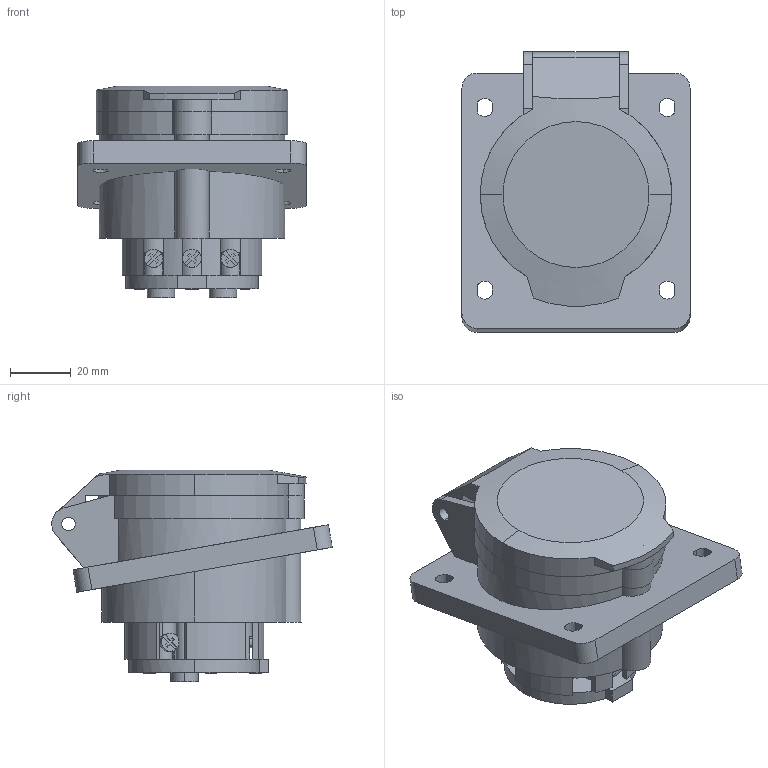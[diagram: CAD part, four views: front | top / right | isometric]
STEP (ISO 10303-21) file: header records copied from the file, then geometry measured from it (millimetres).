
FILE_DESCRIPTION (( 'STEP AP214' ), '1' );
FILE_NAME ('PSR42-016-5 Ðîçåòêà 415 ñêðûòàÿ 3Ð+Å+N 16À 380Â IP44 ÈÝÊ_1.STEP', '2017-03-21T13:26:04', ( '' ), ( '' ), 'SwSTEP 2.0', 'SolidWorks 2014', '' );
FILE_SCHEMA (( 'AUTOMOTIVE_DESIGN' ));
Length unit declared in the file: millimetre
Products named in the file (1): PSR42-016-5 Ðîçåòêà 415 ñêðûòàÿ 3Ð+Å+N 16À 380Â IP44 ÈÝÊ_1
Bounding box: 75 x 92.26 x 69.7 mm (x, y, z)
Volume: 128293.5 mm3; surface area: 62313 mm2
Topology: 5 solids, 5 shells, 474 faces, 1256 edges, 833 vertices
Faces by surface type: plane 263, cylinder 162, bspline 37, cone 12
Entity records: 16912 total; most frequent: CARTESIAN_POINT 4912, ORIENTED_EDGE 2512, DIRECTION 2408, EDGE_CURVE 1256, VERTEX_POINT 833, AXIS2_PLACEMENT_3D 820, VECTOR 768, LINE 768
